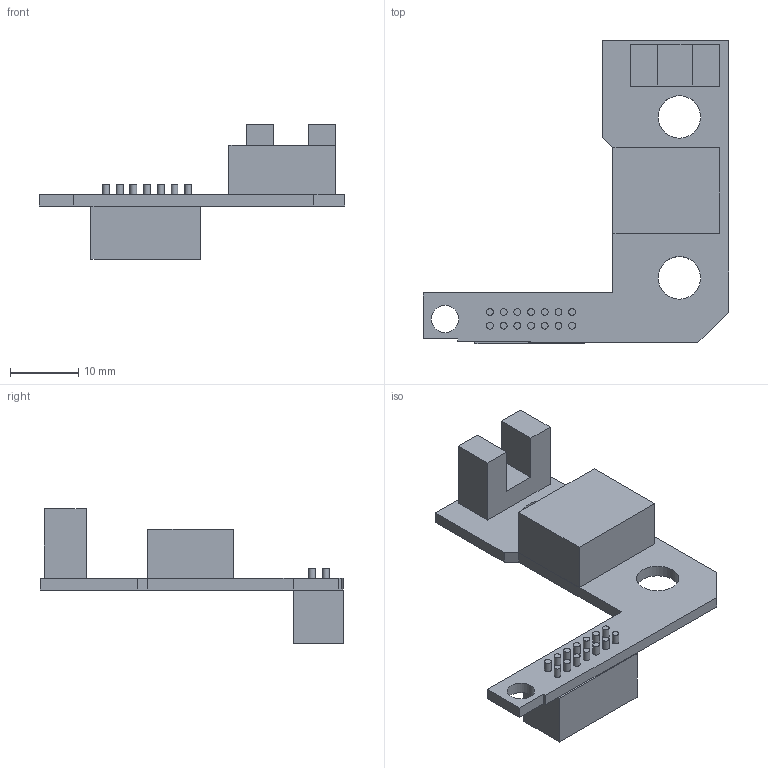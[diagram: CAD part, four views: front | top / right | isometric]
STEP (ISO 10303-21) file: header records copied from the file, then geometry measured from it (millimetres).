
FILE_DESCRIPTION(('STEP AP203'), '1');
FILE_NAME('櫻蠉錪 _ FBG5_Head_PCB', '2021-06-02T12:46:05', ('DimaP'), (''), 'ASCON STEP Converter 1.6', 'ASCON Math Kernel', '');
FILE_SCHEMA(('CONFIG_CONTROL_DESIGN'));
Length unit declared in the file: millimetre
Products named in the file (1): FBG5_Head_PCB
Bounding box: 44.6 x 44.3 x 19.7 mm (x, y, z)
Volume: 4432.6 mm3; surface area: 4197.2 mm2
Topology: 18 solids, 18 shells, 80 faces, 158 edges, 140 vertices
Faces by surface type: plane 63, cylinder 17
Full cylindrical faces by diameter (mm): 1 x14, 4 x1, 6.2 x2
Entity records: 1968 total; most frequent: CARTESIAN_POINT 337, DIRECTION 319, ORIENTED_EDGE 230, AXIS2_PLACEMENT_3D 119, EDGE_CURVE 115, EDGE_LOOP 103, VERTEX_POINT 88, LINE 81
